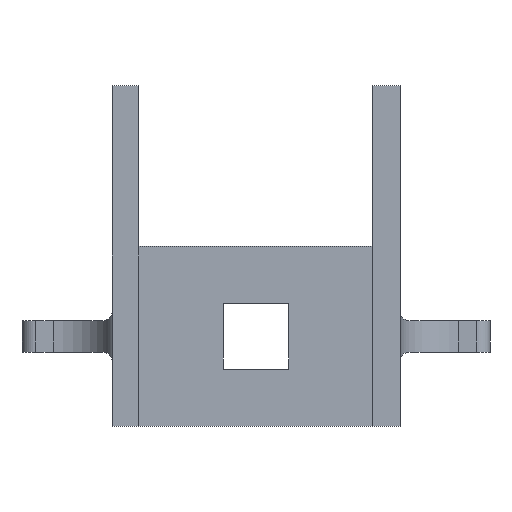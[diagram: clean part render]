
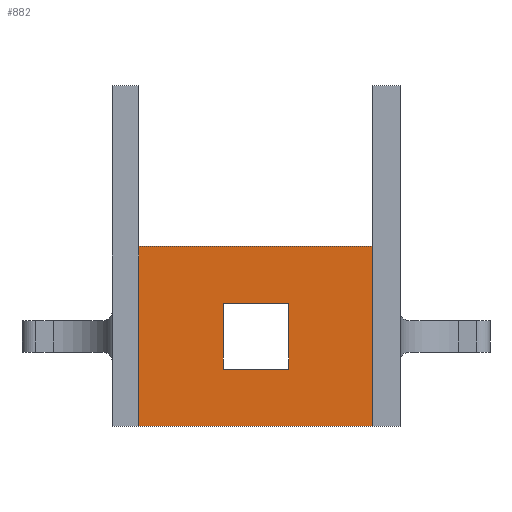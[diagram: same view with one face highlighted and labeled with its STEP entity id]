
A CAD part, front view. The second image highlights one B-rep face of the part: STEP entity #882.
In plain terms, the highlighted planar face has unit normal (0, -1, 0).
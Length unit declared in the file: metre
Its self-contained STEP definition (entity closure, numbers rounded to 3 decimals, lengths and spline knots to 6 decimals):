
#60=LINE('',#1323,#144);
#61=LINE('',#1326,#145);
#62=LINE('',#1328,#146);
#63=LINE('',#1330,#147);
#64=LINE('',#1331,#148);
#65=LINE('',#1334,#149);
#66=LINE('',#1336,#150);
#67=LINE('',#1338,#151);
#144=VECTOR('',#1061,1.);
#145=VECTOR('',#1062,1.);
#146=VECTOR('',#1063,1.);
#147=VECTOR('',#1064,1.);
#148=VECTOR('',#1065,1.);
#149=VECTOR('',#1066,1.);
#150=VECTOR('',#1067,1.);
#151=VECTOR('',#1068,1.);
#234=ORIENTED_EDGE('',*,*,#482,.T.);
#235=ORIENTED_EDGE('',*,*,#483,.T.);
#236=ORIENTED_EDGE('',*,*,#484,.T.);
#237=ORIENTED_EDGE('',*,*,#485,.F.);
#238=ORIENTED_EDGE('',*,*,#486,.F.);
#239=ORIENTED_EDGE('',*,*,#487,.T.);
#240=ORIENTED_EDGE('',*,*,#488,.T.);
#241=ORIENTED_EDGE('',*,*,#489,.F.);
#482=EDGE_CURVE('',#606,#607,#60,.T.);
#483=EDGE_CURVE('',#607,#608,#61,.T.);
#484=EDGE_CURVE('',#608,#609,#62,.T.);
#485=EDGE_CURVE('',#606,#609,#63,.T.);
#486=EDGE_CURVE('',#610,#611,#64,.T.);
#487=EDGE_CURVE('',#610,#612,#65,.T.);
#488=EDGE_CURVE('',#612,#613,#66,.T.);
#489=EDGE_CURVE('',#611,#613,#67,.T.);
#606=VERTEX_POINT('',#1324);
#607=VERTEX_POINT('',#1325);
#608=VERTEX_POINT('',#1327);
#609=VERTEX_POINT('',#1329);
#610=VERTEX_POINT('',#1332);
#611=VERTEX_POINT('',#1333);
#612=VERTEX_POINT('',#1335);
#613=VERTEX_POINT('',#1337);
#710=EDGE_LOOP('',(#234,#235,#236,#237));
#711=EDGE_LOOP('',(#238,#239,#240,#241));
#786=FACE_BOUND('',#710,.T.);
#787=FACE_BOUND('',#711,.T.);
#854=PLANE('',#949);
#882=ADVANCED_FACE('',(#786,#787),#854,.F.);
#949=AXIS2_PLACEMENT_3D('',#1322,#1059,#1060);
#1059=DIRECTION('',(0.,1.,0.));
#1060=DIRECTION('',(-1.,0.,0.));
#1061=DIRECTION('',(1.,0.,0.));
#1062=DIRECTION('',(0.,0.,1.));
#1063=DIRECTION('',(-1.,0.,0.));
#1064=DIRECTION('',(0.,0.,1.));
#1065=DIRECTION('',(1.,0.,0.));
#1066=DIRECTION('',(0.,0.,1.));
#1067=DIRECTION('',(1.,0.,0.));
#1068=DIRECTION('',(0.,0.,1.));
#1322=CARTESIAN_POINT('',(-0.026,0.27,0.02));
#1323=CARTESIAN_POINT('',(-0.026,0.27,0.));
#1324=CARTESIAN_POINT('',(-0.052,0.27,0.));
#1325=CARTESIAN_POINT('',(0.,0.27,0.));
#1326=CARTESIAN_POINT('',(0.,0.27,0.02));
#1327=CARTESIAN_POINT('',(0.,0.27,0.04));
#1328=CARTESIAN_POINT('',(-0.026,0.27,0.04));
#1329=CARTESIAN_POINT('',(-0.052,0.27,0.04));
#1330=CARTESIAN_POINT('',(-0.052,0.27,0.02));
#1331=CARTESIAN_POINT('',(-0.026,0.27,0.01275));
#1332=CARTESIAN_POINT('',(-0.03325,0.27,0.01275));
#1333=CARTESIAN_POINT('',(-0.01875,0.27,0.01275));
#1334=CARTESIAN_POINT('',(-0.03325,0.27,0.02));
#1335=CARTESIAN_POINT('',(-0.03325,0.27,0.02725));
#1336=CARTESIAN_POINT('',(-0.026,0.27,0.02725));
#1337=CARTESIAN_POINT('',(-0.01875,0.27,0.02725));
#1338=CARTESIAN_POINT('',(-0.01875,0.27,0.02));
